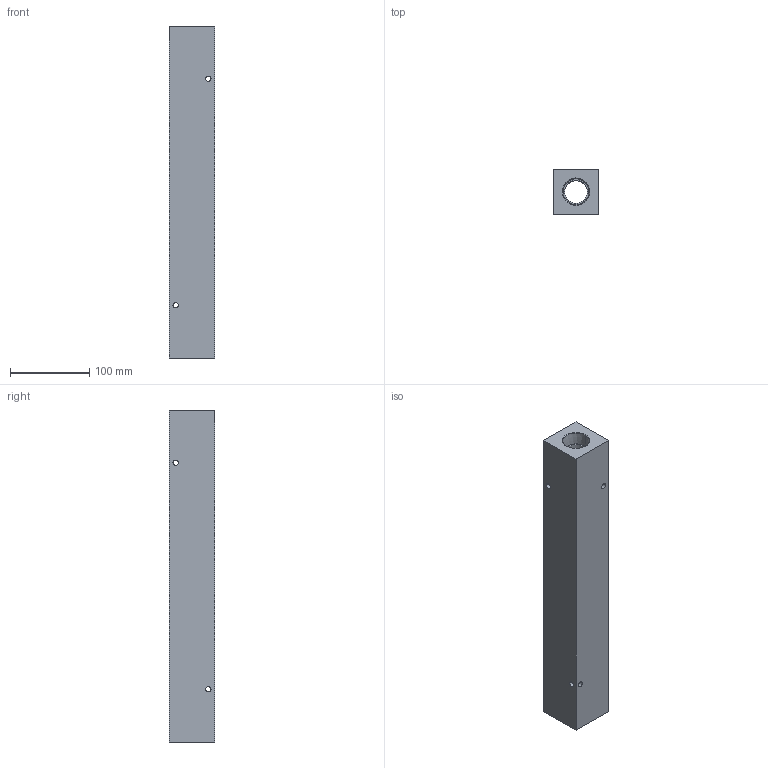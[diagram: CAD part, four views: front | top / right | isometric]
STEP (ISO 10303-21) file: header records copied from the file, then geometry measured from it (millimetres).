
FILE_DESCRIPTION (( 'STEP AP203' ), '1' );
FILE_NAME ('MRA-7GE.step', '2015-12-02T21:10:19', ( '' ), ( '' ), 'SwSTEP 2.0', 'SolidWorks 2015', '' );
FILE_SCHEMA (( 'CONFIG_CONTROL_DESIGN' ));
Length unit declared in the file: inch
Products named in the file (1): MRA-7GE
Bounding box: 57.15 x 57.15 x 419.1 mm (x, y, z)
Volume: 1043099.8 mm3; surface area: 146706.1 mm2
Topology: 1 solids, 1 shells, 83 faces, 198 edges, 122 vertices
Faces by surface type: cone 36, cylinder 32, plane 15
Entity records: 3147 total; most frequent: CARTESIAN_POINT 1092, DIRECTION 424, ORIENTED_EDGE 396, EDGE_CURVE 198, AXIS2_PLACEMENT_3D 172, VERTEX_POINT 122, EDGE_LOOP 116, CIRCLE 88
